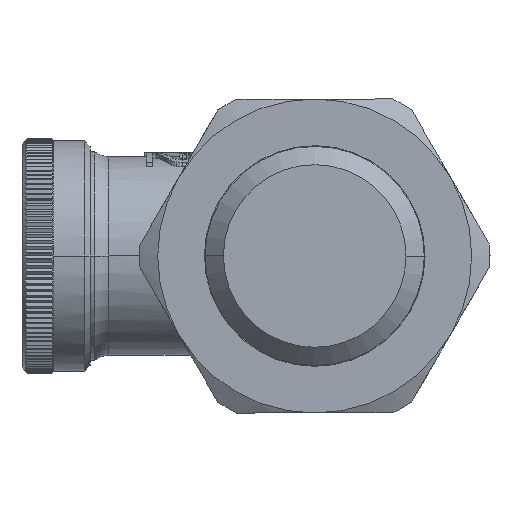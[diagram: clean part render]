
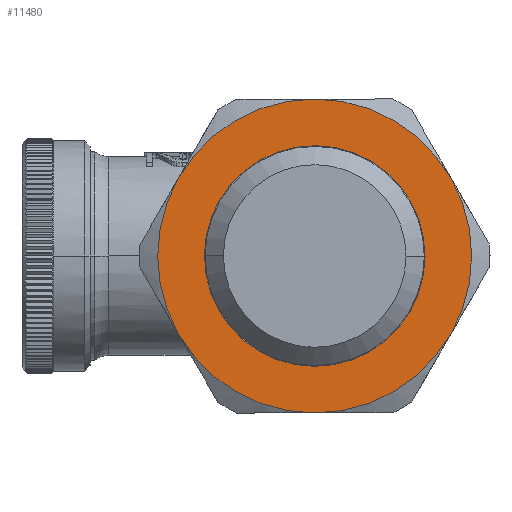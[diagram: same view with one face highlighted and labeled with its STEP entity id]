
A CAD part, left-side view. The second image highlights one B-rep face of the part: STEP entity #11480.
In plain terms, the highlighted planar face has unit normal (-1, 0, 0).
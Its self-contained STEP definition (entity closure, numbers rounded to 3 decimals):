
#452=CARTESIAN_POINT('',(-27.65,0.,0.));
#453=DIRECTION('',(-1.,0.,0.));
#454=DIRECTION('',(0.,-0.866,-0.5));
#455=AXIS2_PLACEMENT_3D('',#452,#453,#454);
#462=CARTESIAN_POINT('',(-27.65,0.,0.));
#463=DIRECTION('',(-1.,0.,0.));
#464=DIRECTION('',(0.,0.,1.));
#465=AXIS2_PLACEMENT_3D('',#462,#463,#464);
#467=CARTESIAN_POINT('',(-27.65,0.,0.));
#468=DIRECTION('',(-1.,0.,0.));
#469=DIRECTION('',(0.,-0.866,0.5));
#470=AXIS2_PLACEMENT_3D('',#467,#468,#469);
#472=CARTESIAN_POINT('',(-27.65,0.,0.));
#473=DIRECTION('',(-1.,0.,0.));
#474=DIRECTION('',(0.,0.,-1.));
#475=AXIS2_PLACEMENT_3D('',#472,#473,#474);
#477=CARTESIAN_POINT('',(-27.65,0.,0.));
#478=DIRECTION('',(-1.,0.,0.));
#479=DIRECTION('',(0.,0.866,-0.5));
#480=AXIS2_PLACEMENT_3D('',#477,#478,#479);
#482=CARTESIAN_POINT('',(-27.65,0.,0.));
#483=DIRECTION('',(-1.,0.,0.));
#484=DIRECTION('',(0.,0.866,0.5));
#485=AXIS2_PLACEMENT_3D('',#482,#483,#484);
#552=CARTESIAN_POINT('',(-27.65,0.,0.));
#553=DIRECTION('',(1.,0.,0.));
#554=DIRECTION('',(0.,1.,0.003));
#555=AXIS2_PLACEMENT_3D('',#552,#553,#554);
#557=CARTESIAN_POINT('',(-27.65,0.,0.));
#558=DIRECTION('',(1.,0.,0.));
#559=DIRECTION('',(0.,-1.,-0.003));
#560=AXIS2_PLACEMENT_3D('',#557,#558,#559);
#9601=CARTESIAN_POINT('',(-27.65,12.987,-7.505));
#9602=CARTESIAN_POINT('',(-27.65,-0.006,-15.));
#9603=VERTEX_POINT('',#9601);
#9604=VERTEX_POINT('',#9602);
#9605=CARTESIAN_POINT('',(-27.65,-12.993,-7.495));
#9606=VERTEX_POINT('',#9605);
#9607=CARTESIAN_POINT('',(-27.65,-12.987,7.505));
#9608=CARTESIAN_POINT('',(-27.65,0.006,15.));
#9609=VERTEX_POINT('',#9607);
#9610=VERTEX_POINT('',#9608);
#9611=CARTESIAN_POINT('',(-27.65,12.993,7.495));
#9612=VERTEX_POINT('',#9611);
#10894=CARTESIAN_POINT('',(-27.65,10.4,0.03));
#10895=CARTESIAN_POINT('',(-27.65,-10.4,-0.03));
#10896=VERTEX_POINT('',#10894);
#10897=VERTEX_POINT('',#10895);
#11456=CARTESIAN_POINT('',(-27.65,0.,0.));
#11457=DIRECTION('',(1.,0.,0.));
#11458=DIRECTION('',(0.,0.,-1.));
#11459=AXIS2_PLACEMENT_3D('',#11456,#11457,#11458);
#11460=PLANE('',#11459);
#11462=ORIENTED_EDGE('',*,*,#11461,.F.);
#11464=ORIENTED_EDGE('',*,*,#11463,.F.);
#11466=ORIENTED_EDGE('',*,*,#11465,.F.);
#11467=ORIENTED_EDGE('',*,*,#11441,.F.);
#11469=ORIENTED_EDGE('',*,*,#11468,.F.);
#11471=ORIENTED_EDGE('',*,*,#11470,.F.);
#11472=EDGE_LOOP('',(#11462,#11464,#11466,#11467,#11469,#11471));
#11473=FACE_OUTER_BOUND('',#11472,.F.);
#11475=ORIENTED_EDGE('',*,*,#11474,.F.);
#11477=ORIENTED_EDGE('',*,*,#11476,.F.);
#11478=EDGE_LOOP('',(#11475,#11477));
#11479=FACE_BOUND('',#11478,.F.);
#456=CIRCLE('',#455,15.);
#466=CIRCLE('',#465,15.);
#471=CIRCLE('',#470,15.);
#476=CIRCLE('',#475,15.);
#481=CIRCLE('',#480,15.);
#486=CIRCLE('',#485,15.);
#556=CIRCLE('',#555,10.4);
#561=CIRCLE('',#560,10.4);
#11441=EDGE_CURVE('',#9606,#9609,#456,.T.);
#11461=EDGE_CURVE('',#9612,#9603,#486,.T.);
#11463=EDGE_CURVE('',#9610,#9612,#466,.T.);
#11465=EDGE_CURVE('',#9609,#9610,#471,.T.);
#11468=EDGE_CURVE('',#9604,#9606,#476,.T.);
#11470=EDGE_CURVE('',#9603,#9604,#481,.T.);
#11474=EDGE_CURVE('',#10896,#10897,#556,.T.);
#11476=EDGE_CURVE('',#10897,#10896,#561,.T.);
#11480=ADVANCED_FACE('',(#11473,#11479),#11460,.F.);
